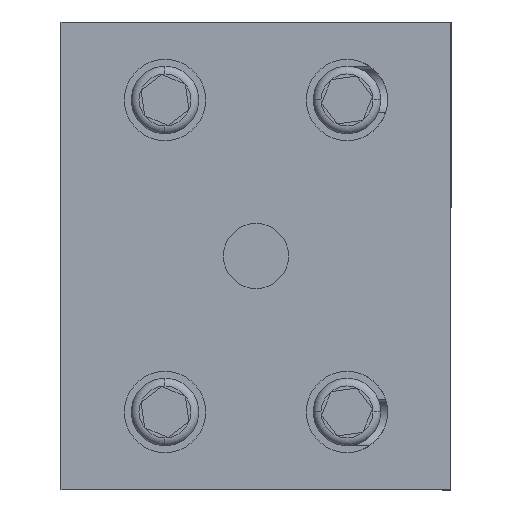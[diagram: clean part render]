
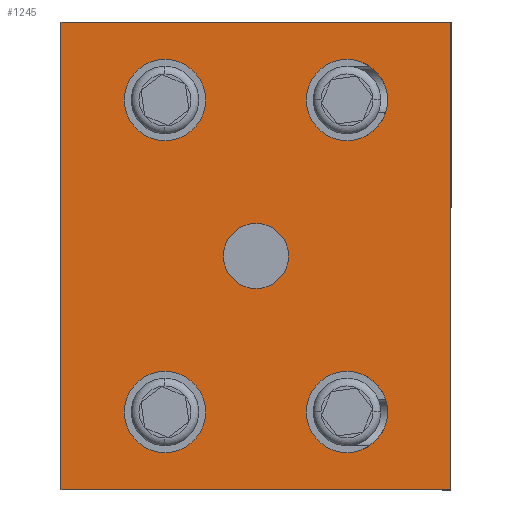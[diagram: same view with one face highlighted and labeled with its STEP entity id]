
A CAD part, front view. The second image highlights one B-rep face of the part: STEP entity #1245.
In plain terms, the highlighted planar face has unit normal (0, -1, 0).
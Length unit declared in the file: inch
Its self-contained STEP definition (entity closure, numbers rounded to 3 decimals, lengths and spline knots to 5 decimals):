
#187 = CARTESIAN_POINT ( 'NONE',  ( 0.2, 0., -0.15 ) ) ;
#381 = LINE ( 'NONE', #3910, #1192 ) ;
#391 = CARTESIAN_POINT ( 'NONE',  ( 0.55, 0., -0.15 ) ) ;
#396 = EDGE_CURVE ( 'NONE', #5628, #4170, #954, .T. ) ;
#498 = FACE_OUTER_BOUND ( 'NONE', #3831, .T. ) ;
#556 = CARTESIAN_POINT ( 'NONE',  ( 0., 0., 0. ) ) ;
#643 = EDGE_CURVE ( 'NONE', #4975, #2673, #1050, .T. ) ;
#646 = CARTESIAN_POINT ( 'NONE',  ( 0.2, 0., -0.75 ) ) ;
#651 = VERTEX_POINT ( 'NONE', #3671 ) ;
#788 = ORIENTED_EDGE ( 'NONE', *, *, #5875, .F. ) ;
#799 = VERTEX_POINT ( 'NONE', #3290 ) ;
#858 = ORIENTED_EDGE ( 'NONE', *, *, #5055, .F. ) ;
#869 = VECTOR ( 'NONE', #2684, 39.37008 ) ;
#930 = PLANE ( 'NONE',  #2016 ) ;
#954 = CIRCLE ( 'NONE', #4888, 0.078 ) ;
#979 = DIRECTION ( 'NONE',  ( 0., -1., 0. ) ) ;
#1002 = ORIENTED_EDGE ( 'NONE', *, *, #5566, .F. ) ;
#1050 = CIRCLE ( 'NONE', #2242, 0.078 ) ;
#1063 = AXIS2_PLACEMENT_3D ( 'NONE', #646, #1134, #2537 ) ;
#1077 = DIRECTION ( 'NONE',  ( 0., 0., -1. ) ) ;
#1086 = DIRECTION ( 'NONE',  ( 0., 0., -1. ) ) ;
#1098 = DIRECTION ( 'NONE',  ( 0., 0., -1. ) ) ;
#1134 = DIRECTION ( 'NONE',  ( 0., -1., 0. ) ) ;
#1192 = VECTOR ( 'NONE', #1086, 39.37008 ) ;
#1245 = ADVANCED_FACE ( 'NONE', ( #5257, #5164, #5227, #5285, #498 ), #930, .T. ) ;
#1303 = EDGE_CURVE ( 'NONE', #4170, #5628, #3703, .T. ) ;
#1442 = CARTESIAN_POINT ( 'NONE',  ( 0.55, 0., -0.672 ) ) ;
#1529 = CARTESIAN_POINT ( 'NONE',  ( 0.75, 0., 0. ) ) ;
#1611 = VERTEX_POINT ( 'NONE', #4397 ) ;
#1632 = DIRECTION ( 'NONE',  ( -1., 0., 0. ) ) ;
#1633 = EDGE_CURVE ( 'NONE', #5689, #651, #3070, .T. ) ;
#1648 = CIRCLE ( 'NONE', #3039, 0.078 ) ;
#1667 = EDGE_LOOP ( 'NONE', ( #5818, #2760 ) ) ;
#1691 = EDGE_LOOP ( 'NONE', ( #4737, #3224 ) ) ;
#1746 = LINE ( 'NONE', #5517, #869 ) ;
#1751 = EDGE_LOOP ( 'NONE', ( #2955, #3273 ) ) ;
#1782 = DIRECTION ( 'NONE',  ( 0., 0., -1. ) ) ;
#1861 = VECTOR ( 'NONE', #4405, 39.37008 ) ;
#1877 = CARTESIAN_POINT ( 'NONE',  ( 0.2, 0., -0.672 ) ) ;
#2016 = AXIS2_PLACEMENT_3D ( 'NONE', #556, #5690, #4277 ) ;
#2066 = DIRECTION ( 'NONE',  ( 0., -1., 0. ) ) ;
#2089 = CARTESIAN_POINT ( 'NONE',  ( 0.2, 0., -0.15 ) ) ;
#2121 = DIRECTION ( 'NONE',  ( 0., 0., -1. ) ) ;
#2197 = CIRCLE ( 'NONE', #4858, 0.078 ) ;
#2242 = AXIS2_PLACEMENT_3D ( 'NONE', #391, #2351, #1782 ) ;
#2254 = CIRCLE ( 'NONE', #1063, 0.078 ) ;
#2321 = DIRECTION ( 'NONE',  ( 0., 0., -1. ) ) ;
#2351 = DIRECTION ( 'NONE',  ( 0., -1., 0. ) ) ;
#2385 = VERTEX_POINT ( 'NONE', #1529 ) ;
#2537 = DIRECTION ( 'NONE',  ( 0., 0., -1. ) ) ;
#2596 = CARTESIAN_POINT ( 'NONE',  ( 0., 0., 0. ) ) ;
#2673 = VERTEX_POINT ( 'NONE', #5920 ) ;
#2684 = DIRECTION ( 'NONE',  ( 0., 0., 1. ) ) ;
#2760 = ORIENTED_EDGE ( 'NONE', *, *, #643, .F. ) ;
#2955 = ORIENTED_EDGE ( 'NONE', *, *, #1303, .F. ) ;
#3001 = AXIS2_PLACEMENT_3D ( 'NONE', #3429, #2066, #1077 ) ;
#3004 = CARTESIAN_POINT ( 'NONE',  ( 0., 0., -0.9 ) ) ;
#3039 = AXIS2_PLACEMENT_3D ( 'NONE', #187, #4468, #2121 ) ;
#3070 = CIRCLE ( 'NONE', #4166, 0.078 ) ;
#3090 = CARTESIAN_POINT ( 'NONE',  ( 0.55, 0., -0.072 ) ) ;
#3216 = EDGE_CURVE ( 'NONE', #2385, #5770, #381, .T. ) ;
#3224 = ORIENTED_EDGE ( 'NONE', *, *, #1633, .F. ) ;
#3226 = VERTEX_POINT ( 'NONE', #3883 ) ;
#3273 = ORIENTED_EDGE ( 'NONE', *, *, #396, .F. ) ;
#3290 = CARTESIAN_POINT ( 'NONE',  ( 0.2, 0., -0.072 ) ) ;
#3420 = CARTESIAN_POINT ( 'NONE',  ( 0.75, 0., -0.9 ) ) ;
#3429 = CARTESIAN_POINT ( 'NONE',  ( 0.55, 0., -0.75 ) ) ;
#3449 = CARTESIAN_POINT ( 'NONE',  ( 0.2, 0., -0.75 ) ) ;
#3621 = DIRECTION ( 'NONE',  ( 0., -1., 0. ) ) ;
#3671 = CARTESIAN_POINT ( 'NONE',  ( 0.2, 0., -0.828 ) ) ;
#3675 = EDGE_CURVE ( 'NONE', #3226, #799, #3697, .T. ) ;
#3697 = CIRCLE ( 'NONE', #4370, 0.078 ) ;
#3703 = CIRCLE ( 'NONE', #3001, 0.078 ) ;
#3770 = VERTEX_POINT ( 'NONE', #4673 ) ;
#3831 = EDGE_LOOP ( 'NONE', ( #788, #858, #4009, #1002 ) ) ;
#3883 = CARTESIAN_POINT ( 'NONE',  ( 0.2, 0., -0.228 ) ) ;
#3910 = CARTESIAN_POINT ( 'NONE',  ( 0.75, 0., 0. ) ) ;
#4009 = ORIENTED_EDGE ( 'NONE', *, *, #3216, .F. ) ;
#4092 = DIRECTION ( 'NONE',  ( 0., 0., -1. ) ) ;
#4151 = DIRECTION ( 'NONE',  ( 0., 0., -1. ) ) ;
#4166 = AXIS2_PLACEMENT_3D ( 'NONE', #3449, #5325, #1098 ) ;
#4170 = VERTEX_POINT ( 'NONE', #5027 ) ;
#4263 = EDGE_LOOP ( 'NONE', ( #5463, #4392 ) ) ;
#4277 = DIRECTION ( 'NONE',  ( 0., 0., -1. ) ) ;
#4370 = AXIS2_PLACEMENT_3D ( 'NONE', #2089, #4609, #4092 ) ;
#4392 = ORIENTED_EDGE ( 'NONE', *, *, #5572, .F. ) ;
#4397 = CARTESIAN_POINT ( 'NONE',  ( 0., 0., 0. ) ) ;
#4405 = DIRECTION ( 'NONE',  ( 1., 0., 0. ) ) ;
#4468 = DIRECTION ( 'NONE',  ( 0., -1., 0. ) ) ;
#4609 = DIRECTION ( 'NONE',  ( 0., -1., 0. ) ) ;
#4662 = VECTOR ( 'NONE', #1632, 39.37008 ) ;
#4673 = CARTESIAN_POINT ( 'NONE',  ( 0., 0., -0.9 ) ) ;
#4737 = ORIENTED_EDGE ( 'NONE', *, *, #5510, .F. ) ;
#4858 = AXIS2_PLACEMENT_3D ( 'NONE', #5126, #3621, #4151 ) ;
#4872 = LINE ( 'NONE', #2596, #1861 ) ;
#4888 = AXIS2_PLACEMENT_3D ( 'NONE', #5647, #979, #2321 ) ;
#4975 = VERTEX_POINT ( 'NONE', #3090 ) ;
#5027 = CARTESIAN_POINT ( 'NONE',  ( 0.55, 0., -0.828 ) ) ;
#5055 = EDGE_CURVE ( 'NONE', #5770, #3770, #5369, .T. ) ;
#5126 = CARTESIAN_POINT ( 'NONE',  ( 0.55, 0., -0.15 ) ) ;
#5153 = EDGE_CURVE ( 'NONE', #2673, #4975, #2197, .T. ) ;
#5164 = FACE_BOUND ( 'NONE', #1691, .T. ) ;
#5227 = FACE_BOUND ( 'NONE', #4263, .T. ) ;
#5257 = FACE_BOUND ( 'NONE', #1751, .T. ) ;
#5285 = FACE_BOUND ( 'NONE', #1667, .T. ) ;
#5325 = DIRECTION ( 'NONE',  ( 0., -1., 0. ) ) ;
#5369 = LINE ( 'NONE', #3004, #4662 ) ;
#5463 = ORIENTED_EDGE ( 'NONE', *, *, #3675, .F. ) ;
#5510 = EDGE_CURVE ( 'NONE', #651, #5689, #2254, .T. ) ;
#5517 = CARTESIAN_POINT ( 'NONE',  ( 0., 0., 0. ) ) ;
#5566 = EDGE_CURVE ( 'NONE', #1611, #2385, #4872, .T. ) ;
#5572 = EDGE_CURVE ( 'NONE', #799, #3226, #1648, .T. ) ;
#5628 = VERTEX_POINT ( 'NONE', #1442 ) ;
#5647 = CARTESIAN_POINT ( 'NONE',  ( 0.55, 0., -0.75 ) ) ;
#5689 = VERTEX_POINT ( 'NONE', #1877 ) ;
#5690 = DIRECTION ( 'NONE',  ( 0., -1., 0. ) ) ;
#5770 = VERTEX_POINT ( 'NONE', #3420 ) ;
#5818 = ORIENTED_EDGE ( 'NONE', *, *, #5153, .F. ) ;
#5875 = EDGE_CURVE ( 'NONE', #3770, #1611, #1746, .T. ) ;
#5920 = CARTESIAN_POINT ( 'NONE',  ( 0.55, 0., -0.228 ) ) ;
